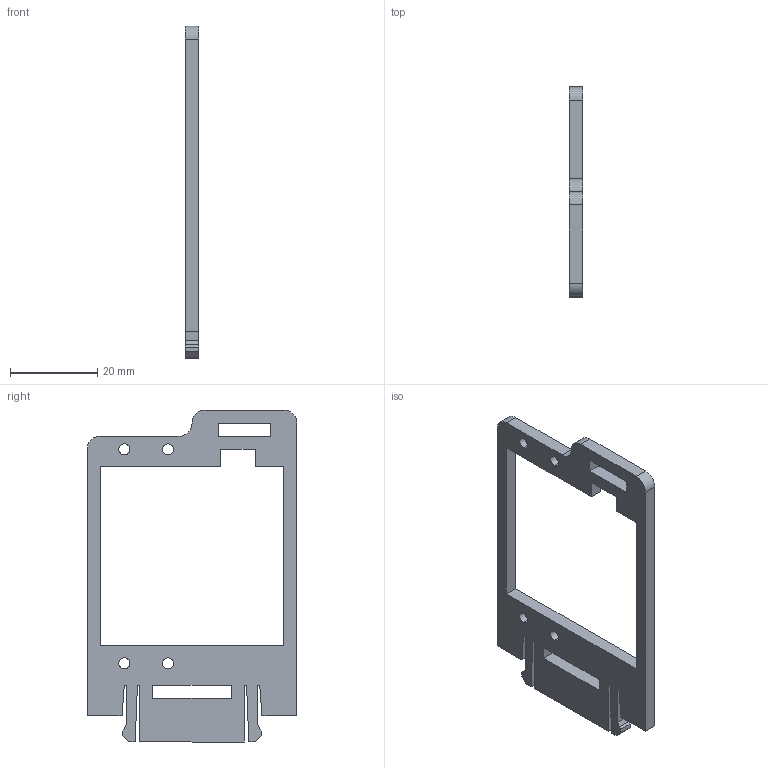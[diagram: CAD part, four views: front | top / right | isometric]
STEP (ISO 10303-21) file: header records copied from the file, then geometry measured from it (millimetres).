
FILE_DESCRIPTION (( 'STEP AP203' ), '1' );
FILE_NAME ('eyebrow-frame-1.step', '2015-02-17T12:51:47', ( 'Cesar' ), ( '' ), 'SwSTEP 2.0', 'SolidWorks 2013', '' );
FILE_SCHEMA (( 'CONFIG_CONTROL_DESIGN' ));
Length unit declared in the file: millimetre
Products named in the file (1): eyebrow-frame-1
Bounding box: 3 x 48 x 76 mm (x, y, z)
Volume: 4507.5 mm3; surface area: 4802.6 mm2
Topology: 1 solids, 1 shells, 59 faces, 171 edges, 114 vertices
Faces by surface type: plane 47, cylinder 12
Entity records: 2034 total; most frequent: CARTESIAN_POINT 345, ORIENTED_EDGE 342, DIRECTION 315, EDGE_CURVE 171, VECTOR 147, LINE 147, VERTEX_POINT 114, AXIS2_PLACEMENT_3D 84
